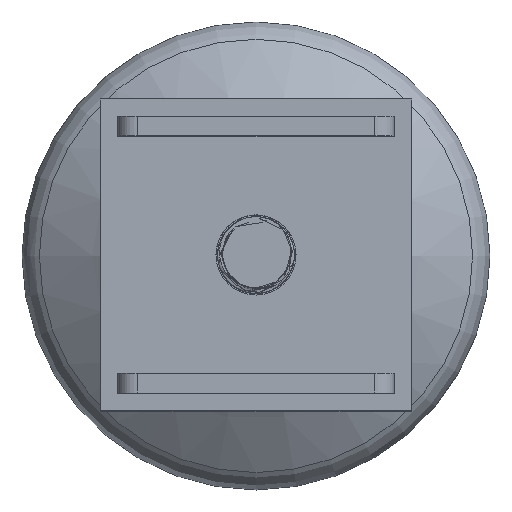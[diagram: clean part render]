
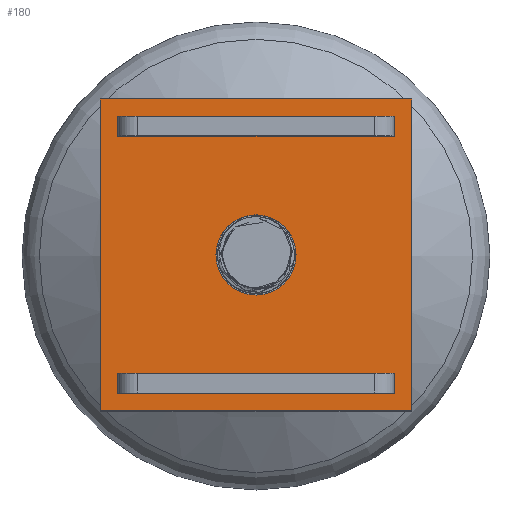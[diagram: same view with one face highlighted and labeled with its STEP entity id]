
A CAD part, top view. The second image highlights one B-rep face of the part: STEP entity #180.
In plain terms, the highlighted planar face has unit normal (0, 0, 1).
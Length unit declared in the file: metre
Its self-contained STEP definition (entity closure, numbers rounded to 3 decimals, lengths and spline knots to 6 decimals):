
#180=ADVANCED_FACE('',(#393,#394,#395,#396),#397,.T.);
#393=FACE_BOUND('',#2618,.T.);
#394=FACE_BOUND('',#2619,.T.);
#395=FACE_BOUND('',#2620,.T.);
#396=FACE_OUTER_BOUND('',#2621,.T.);
#397=PLANE('',#2622);
#2618=EDGE_LOOP('',(#6851));
#2619=EDGE_LOOP('',(#6852,#6853,#6854,#6855));
#2620=EDGE_LOOP('',(#6856,#6857,#6858,#6859));
#2621=EDGE_LOOP('',(#6860,#6861,#6862,#6863));
#2622=AXIS2_PLACEMENT_3D('',#6864,#6865,#6866);
#6851=ORIENTED_EDGE('',*,*,#7359,.T.);
#6852=ORIENTED_EDGE('',*,*,#7360,.F.);
#6853=ORIENTED_EDGE('',*,*,#7361,.T.);
#6854=ORIENTED_EDGE('',*,*,#7362,.F.);
#6855=ORIENTED_EDGE('',*,*,#7363,.F.);
#6856=ORIENTED_EDGE('',*,*,#7364,.F.);
#6857=ORIENTED_EDGE('',*,*,#7365,.F.);
#6858=ORIENTED_EDGE('',*,*,#7366,.F.);
#6859=ORIENTED_EDGE('',*,*,#7367,.F.);
#6860=ORIENTED_EDGE('',*,*,#7293,.F.);
#6861=ORIENTED_EDGE('',*,*,#7368,.F.);
#6862=ORIENTED_EDGE('',*,*,#7302,.F.);
#6863=ORIENTED_EDGE('',*,*,#7369,.F.);
#6864=CARTESIAN_POINT('',(0.0762,0.0,0.051181));
#6865=DIRECTION('',(0.0,0.0,1.0));
#6866=DIRECTION('',(1.0,0.0,0.0));
#7293=EDGE_CURVE('',#7525,#7521,#7527,.T.);
#7302=EDGE_CURVE('',#7539,#7537,#7541,.T.);
#7359=EDGE_CURVE('',#7631,#7631,#7632,.T.);
#7360=EDGE_CURVE('',#7633,#7634,#7635,.T.);
#7361=EDGE_CURVE('',#7633,#7636,#7637,.T.);
#7362=EDGE_CURVE('',#7638,#7636,#7639,.T.);
#7363=EDGE_CURVE('',#7634,#7638,#7640,.T.);
#7364=EDGE_CURVE('',#7641,#7642,#7643,.T.);
#7365=EDGE_CURVE('',#7644,#7641,#7645,.T.);
#7366=EDGE_CURVE('',#7646,#7644,#7647,.T.);
#7367=EDGE_CURVE('',#7642,#7646,#7648,.T.);
#7368=EDGE_CURVE('',#7537,#7525,#7649,.T.);
#7369=EDGE_CURVE('',#7521,#7539,#7650,.T.);
#7521=VERTEX_POINT('',#7833);
#7525=VERTEX_POINT('',#7838);
#7527=LINE('',#7841,#7842);
#7537=VERTEX_POINT('',#7852);
#7539=VERTEX_POINT('',#7855);
#7541=LINE('',#7858,#7859);
#7631=VERTEX_POINT('',#9031);
#7632=CIRCLE('',#9032,0.003264);
#7633=VERTEX_POINT('',#9033);
#7634=VERTEX_POINT('',#9034);
#7635=LINE('',#9035,#9036);
#7636=VERTEX_POINT('',#9037);
#7637=LINE('',#9038,#9039);
#7638=VERTEX_POINT('',#9040);
#7639=LINE('',#9041,#9042);
#7640=LINE('',#9043,#9044);
#7641=VERTEX_POINT('',#9045);
#7642=VERTEX_POINT('',#9046);
#7643=LINE('',#9047,#9048);
#7644=VERTEX_POINT('',#9049);
#7645=LINE('',#9050,#9051);
#7646=VERTEX_POINT('',#9052);
#7647=LINE('',#9053,#9054);
#7648=LINE('',#9055,#9056);
#7649=LINE('',#9057,#9058);
#7650=LINE('',#9059,#9060);
#7833=CARTESIAN_POINT('',(0.0635,-0.0127,0.051181));
#7838=CARTESIAN_POINT('',(0.0889,-0.0127,0.051181));
#7841=CARTESIAN_POINT('',(0.0762,-0.0127,0.051181));
#7842=VECTOR('',#10336,1.0);
#7852=CARTESIAN_POINT('',(0.0889,0.0127,0.051181));
#7855=CARTESIAN_POINT('',(0.0635,0.0127,0.051181));
#7858=CARTESIAN_POINT('',(0.0762,0.0127,0.051181));
#7859=VECTOR('',#10351,1.0);
#9031=CARTESIAN_POINT('',(0.072936,0.0,0.051181));
#9032=AXIS2_PLACEMENT_3D('',#10410,#10411,#10412);
#9033=CARTESIAN_POINT('',(0.064935,-0.009665,0.051181));
#9034=CARTESIAN_POINT('',(0.064935,-0.011265,0.051181));
#9035=CARTESIAN_POINT('',(0.064935,0.0,0.051181));
#9036=VECTOR('',#10413,1.0);
#9037=CARTESIAN_POINT('',(0.087465,-0.009665,0.051181));
#9038=CARTESIAN_POINT('',(0.0762,-0.009665,0.051181));
#9039=VECTOR('',#10414,1.0);
#9040=CARTESIAN_POINT('',(0.087465,-0.011265,0.051181));
#9041=CARTESIAN_POINT('',(0.087465,0.0,0.051181));
#9042=VECTOR('',#10415,1.0);
#9043=CARTESIAN_POINT('',(0.0762,-0.011265,0.051181));
#9044=VECTOR('',#10416,1.0);
#9045=CARTESIAN_POINT('',(0.064935,0.011265,0.051181));
#9046=CARTESIAN_POINT('',(0.064935,0.009665,0.051181));
#9047=CARTESIAN_POINT('',(0.064935,0.0,0.051181));
#9048=VECTOR('',#10417,1.0);
#9049=CARTESIAN_POINT('',(0.087465,0.011265,0.051181));
#9050=CARTESIAN_POINT('',(0.0762,0.011265,0.051181));
#9051=VECTOR('',#10418,1.0);
#9052=CARTESIAN_POINT('',(0.087465,0.009665,0.051181));
#9053=CARTESIAN_POINT('',(0.087465,0.0,0.051181));
#9054=VECTOR('',#10419,1.0);
#9055=CARTESIAN_POINT('',(0.0762,0.009665,0.051181));
#9056=VECTOR('',#10420,1.0);
#9057=CARTESIAN_POINT('',(0.0889,0.0,0.051181));
#9058=VECTOR('',#10421,1.0);
#9059=CARTESIAN_POINT('',(0.0635,0.0,0.051181));
#9060=VECTOR('',#10422,1.0);
#10336=DIRECTION('',(-1.0,0.0,0.0));
#10351=DIRECTION('',(1.0,0.0,0.0));
#10410=CARTESIAN_POINT('',(0.0762,0.0,0.051181));
#10411=DIRECTION('',(0.0,0.0,-1.0));
#10412=DIRECTION('',(-1.0,0.0,0.0));
#10413=DIRECTION('',(0.0,-1.0,0.0));
#10414=DIRECTION('',(1.0,0.0,0.0));
#10415=DIRECTION('',(0.0,1.0,0.0));
#10416=DIRECTION('',(1.0,0.0,0.0));
#10417=DIRECTION('',(0.0,-1.0,0.0));
#10418=DIRECTION('',(-1.0,0.0,0.0));
#10419=DIRECTION('',(0.0,1.0,0.0));
#10420=DIRECTION('',(1.0,0.0,0.0));
#10421=DIRECTION('',(0.0,-1.0,0.0));
#10422=DIRECTION('',(0.0,1.0,0.0));
